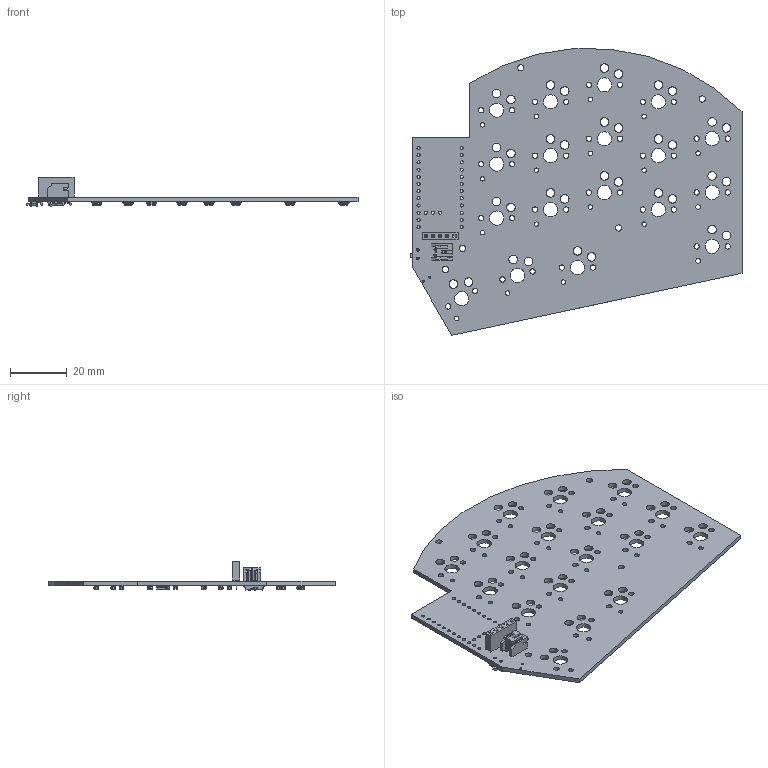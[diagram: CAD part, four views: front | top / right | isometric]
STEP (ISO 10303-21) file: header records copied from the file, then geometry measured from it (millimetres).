
FILE_DESCRIPTION(('KiCad electronic assembly'),'2;1');
FILE_NAME('choc_keyboard.step','2024-12-21T20:49:37',('Pcbnew'),('Kicad' ),'Open CASCADE STEP processor 7.8','KiCad to STEP converter', 'Unknown');
FILE_SCHEMA(('AUTOMOTIVE_DESIGN { 1 0 10303 214 1 1 1 1 }'));
Length unit declared in the file: millimetre
Products named in the file (14): choc_keyboard 1; PinSocket_1x05_P2.54mm_Vertical; PinSocket_1x05_P254mm_Vertical; JST_PH_S2B-PH-K_1x02_P2.00mm_Horizontal; JST_S2B_PH_K; D_SOD-123; D_SOD_123; SW_SPDT_PCM12; Fusion_sp; R_0603_1608Metric; TSSOP-8_4.4x3mm_P0.65mm; TSSOP_8_44x3mm_P065mm; _autosave-choc_keyboard_PCB
Assembly tree (31 placements, depth 3):
  choc_keyboard 1
    PinSocket_1x05_P2.54mm_Vertical
      PinSocket_1x05_P254mm_Vertical
    JST_PH_S2B-PH-K_1x02_P2.00mm_Horizontal
      JST_S2B_PH_K
    D_SOD-123  x18
      D_SOD_123
    SW_SPDT_PCM12
      Fusion_sp
    R_0603_1608Metric  x2
      R_0603_1608Metric
    TSSOP-8_4.4x3mm_P0.65mm
      TSSOP_8_44x3mm_P065mm
    _autosave-choc_keyboard_PCB
Bounding box: 117.36 x 101.39 x 10.4 mm (x, y, z)
Volume: 14110.6 mm3; surface area: 20665.9 mm2
Topology: 25 solids, 25 shells, 1990 faces, 4909 edges, 3006 vertices
Faces by surface type: plane 1126, bspline 500, cylinder 362, cone 2
Full cylindrical faces by diameter (mm): 0.5 x1, 0.75 x4, 0.8 x2, 0.9 x2, 1 x5, 1.092 x27, 1.6 x18, 1.9 x36, 2.2 x5, 3.05 x36, 5.05 x18
Entity records: 30831 total; most frequent: CARTESIAN_POINT 4682, ORIENTED_EDGE 4378, DIRECTION 4155, EDGE_CURVE 2189, LINE 1693, VECTOR 1693, VERTEX_POINT 1398, AXIS2_PLACEMENT_3D 1231
